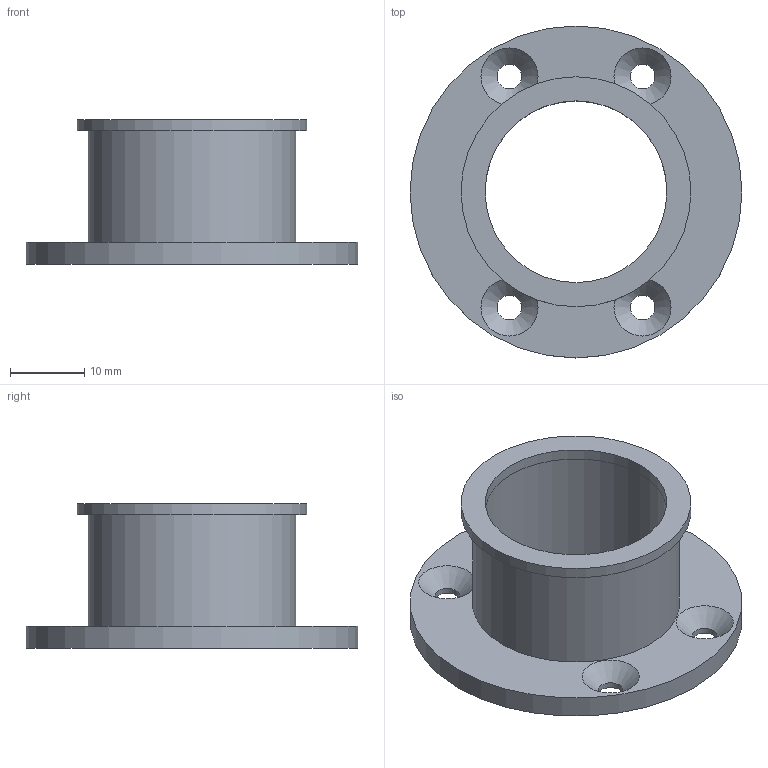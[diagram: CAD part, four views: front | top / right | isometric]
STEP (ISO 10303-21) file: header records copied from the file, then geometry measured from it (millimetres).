
FILE_DESCRIPTION(('FreeCAD Model'),'2;1');
FILE_NAME('halterung_v3_0_5mm_o_ring.step','2020-01-28T11:03:13',('Author'),(''), 'Open CASCADE STEP processor 7.3','FreeCAD','Unknown');
FILE_SCHEMA(('AUTOMOTIVE_DESIGN { 1 0 10303 214 1 1 1 1 }'));
Length unit declared in the file: millimetre
Products named in the file (1): Fusion001
Bounding box: 44.75 x 44.75 x 19.5 mm (x, y, z)
Volume: 5609.9 mm3; surface area: 5949.6 mm2
Topology: 1 solids, 1 shells, 19 faces, 37 edges, 23 vertices
Faces by surface type: cylinder 9, plane 5, cone 4, torus 1
Full cylindrical faces by diameter (mm): 3.3 x4, 24.5 x2, 28 x1, 31 x1, 44.75 x1
Entity records: 660 total; most frequent: DIRECTION 101, CARTESIAN_POINT 80, ORIENTED_EDGE 74, AXIS2_PLACEMENT_3D 44, EDGE_CURVE 37, FACE_BOUND 32, EDGE_LOOP 32, CIRCLE 24
